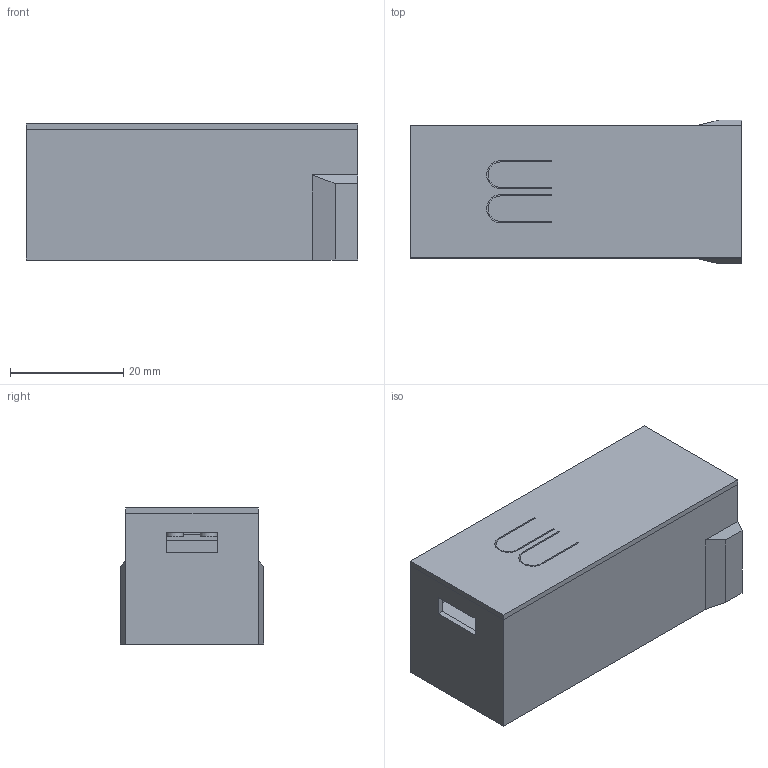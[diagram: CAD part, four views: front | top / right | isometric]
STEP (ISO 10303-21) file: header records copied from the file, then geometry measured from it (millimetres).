
FILE_DESCRIPTION(/* description */ (''),/* implementation_level */ '2;1');
FILE_NAME(/* name */ 'nightkite-multi.step',/* time_stamp */ '2025-04-21T21:59:56+02:00',/* author */ (''),/* organization */ (''),/* preprocessor_version */ 'ST-DEVELOPER v20.1',/* originating_system */ 'Autodesk Translation Framework v14.4.0.0',/* authorisation */ '');
FILE_SCHEMA (('AUTOMOTIVE_DESIGN { 1 0 10303 214 3 1 1 }'));
Length unit declared in the file: millimetre
Products named in the file (5): quadnew; Akkudeckel; Deckel; MPU6050 Clip; Komponente5
Assembly tree (4 placements, depth 2):
  quadnew
    Akkudeckel
    Deckel
    MPU6050 Clip
    Komponente5
Bounding box: 58.5 x 25.35 x 24 mm (x, y, z)
Volume: 9461.1 mm3; surface area: 17388.6 mm2
Topology: 4 solids, 4 shells, 233 faces, 614 edges, 408 vertices
Faces by surface type: plane 218, cylinder 15
Full cylindrical faces by diameter (mm): 0.9 x4, 2.8 x2, 3 x2
Entity records: 7231 total; most frequent: CARTESIAN_POINT 1264, ORIENTED_EDGE 1228, DIRECTION 1128, EDGE_CURVE 614, LINE 584, VECTOR 584, VERTEX_POINT 408, AXIS2_PLACEMENT_3D 272
